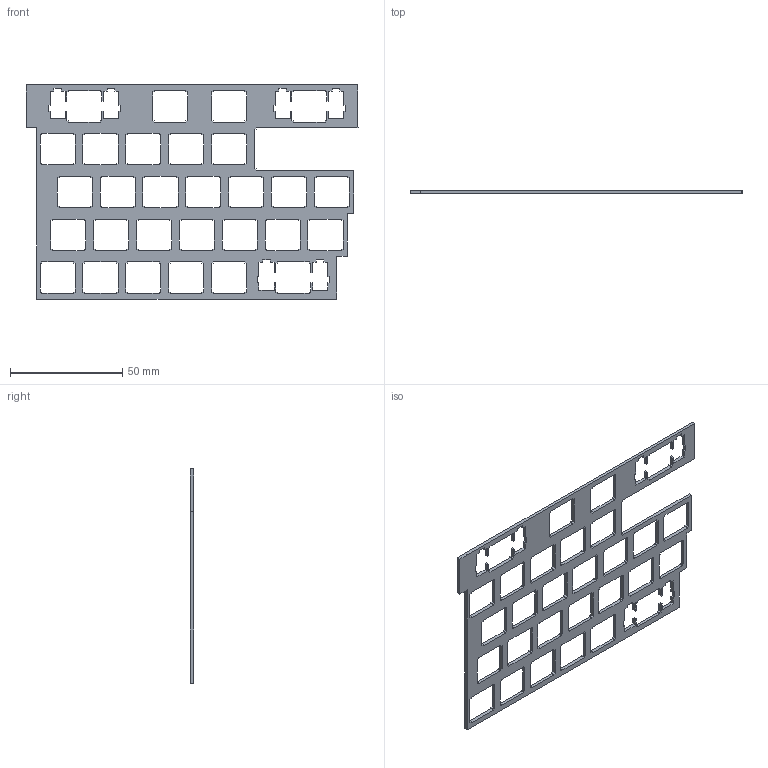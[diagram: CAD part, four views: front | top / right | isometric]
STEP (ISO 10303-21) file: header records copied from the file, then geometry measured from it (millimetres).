
FILE_DESCRIPTION(/* description */ ('STEP AP242','CAx-IF Rec.Pracs.---Representation and Presentation of Product Manufacturing Information (PMI)---4.0---2014-10-13','CAx-IF Rec.Pracs.---3D Tessellated Geometry---0.4---2014-09-14','2;1'),/* implementation_level */ '2;1');
FILE_NAME(/* name */ '3D Printed Parts - Right Plate',/* time_stamp */ '2025-02-25T03:28:09Z',/* author */ (''),/* organization */ (''),/* preprocessor_version */ 'ST-DEVELOPER v20',/* originating_system */ 'ONSHAPE BY PTC INC, 1.194',/* authorisation */ ' ');
FILE_SCHEMA (('AP242_MANAGED_MODEL_BASED_3D_ENGINEERING_MIM_LF { 1 0 10303 442 1 1 4 }'));
Length unit declared in the file: metre
Products named in the file (1): Right Plate
Bounding box: 147.6 x 1.5 x 95.26 mm (x, y, z)
Volume: 8527.9 mm3; surface area: 15116.4 mm2
Topology: 1 solids, 1 shells, 465 faces, 1389 edges, 926 vertices
Faces by surface type: plane 465
Entity records: 15441 total; most frequent: CARTESIAN_POINT 2781, ORIENTED_EDGE 2778, DIRECTION 2321, EDGE_CURVE 1389, LINE 1389, VECTOR 1389, VERTEX_POINT 926, EDGE_LOOP 523
